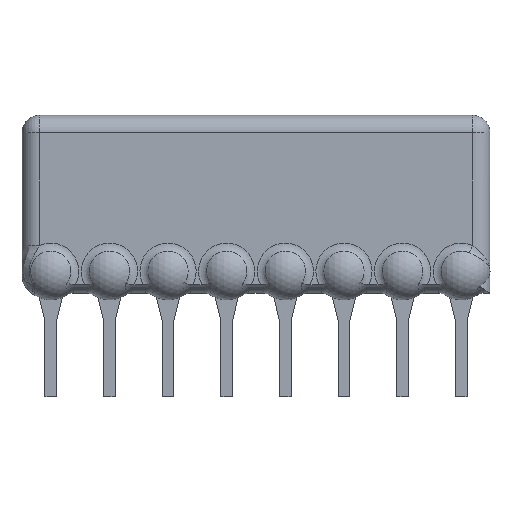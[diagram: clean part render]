
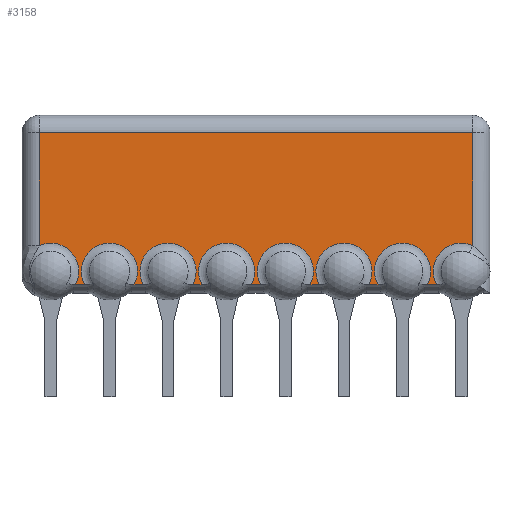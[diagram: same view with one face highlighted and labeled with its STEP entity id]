
A CAD part, left-side view. The second image highlights one B-rep face of the part: STEP entity #3158.
In plain terms, the highlighted planar face has unit normal (-1, 0, 0).
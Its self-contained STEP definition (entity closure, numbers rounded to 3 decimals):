
#269=CARTESIAN_POINT('',(-0.75,0.75,
1.112));
#483=CARTESIAN_POINT('',(-0.75,19.025,0.));
#484=DIRECTION('',(1.,0.,0.));
#485=DIRECTION('',(0.,0.407,0.914));
#486=AXIS2_PLACEMENT_3D('',#483,#484,#485);
#722=DIRECTION('',(0.,0.,-1.));
#723=VECTOR('',#722,4.893);
#724=CARTESIAN_POINT('',(-0.75,19.52,6.005));
#725=LINE('',#724,#723);
#726=DIRECTION('',(0.,0.,-1.));
#727=VECTOR('',#726,4.893);
#728=CARTESIAN_POINT('',(-0.75,0.75,6.005));
#729=LINE('',#728,#727);
#730=CARTESIAN_POINT('',(-0.75,1.245,0.));
#731=DIRECTION('',(1.,0.,0.));
#732=DIRECTION('',(0.,0.875,-0.484));
#733=AXIS2_PLACEMENT_3D('',#730,#731,#732);
#735=DIRECTION('',(0.,1.,0.));
#736=VECTOR('',#735,0.409);
#737=CARTESIAN_POINT('',(-0.75,2.311,-0.589));
#738=LINE('',#737,#736);
#739=DIRECTION('',(0.,1.,0.));
#740=VECTOR('',#739,0.409);
#741=CARTESIAN_POINT('',(-0.75,4.851,-0.589));
#742=LINE('',#741,#740);
#743=DIRECTION('',(0.,1.,0.));
#744=VECTOR('',#743,0.409);
#745=CARTESIAN_POINT('',(-0.75,7.391,-0.589));
#746=LINE('',#745,#744);
#747=DIRECTION('',(0.,1.,0.));
#748=VECTOR('',#747,0.409);
#749=CARTESIAN_POINT('',(-0.75,9.931,-0.589));
#750=LINE('',#749,#748);
#751=DIRECTION('',(0.,1.,0.));
#752=VECTOR('',#751,0.409);
#753=CARTESIAN_POINT('',(-0.75,12.471,-0.589));
#754=LINE('',#753,#752);
#755=DIRECTION('',(0.,1.,0.));
#756=VECTOR('',#755,0.409);
#757=CARTESIAN_POINT('',(-0.75,15.011,-0.589));
#758=LINE('',#757,#756);
#759=DIRECTION('',(0.,1.,0.));
#760=VECTOR('',#759,0.409);
#761=CARTESIAN_POINT('',(-0.75,17.551,-0.589));
#762=LINE('',#761,#760);
#773=DIRECTION('',(0.,1.,0.));
#774=VECTOR('',#773,18.77);
#775=CARTESIAN_POINT('',(-0.75,0.75,6.005));
#776=LINE('',#775,#774);
#806=CARTESIAN_POINT('',(-0.75,3.785,0.));
#807=DIRECTION('',(1.,0.,0.));
#808=DIRECTION('',(0.,0.875,-0.484));
#809=AXIS2_PLACEMENT_3D('',#806,#807,#808);
#866=CARTESIAN_POINT('',(-0.75,6.325,0.));
#867=DIRECTION('',(1.,0.,0.));
#868=DIRECTION('',(0.,0.875,-0.484));
#869=AXIS2_PLACEMENT_3D('',#866,#867,#868);
#1032=CARTESIAN_POINT('',(-0.75,8.865,0.));
#1033=DIRECTION('',(1.,0.,0.));
#1034=DIRECTION('',(0.,0.875,-0.484));
#1035=AXIS2_PLACEMENT_3D('',#1032,#1033,#1034);
#1193=CARTESIAN_POINT('',(-0.75,11.405,0.));
#1194=DIRECTION('',(1.,0.,0.));
#1195=DIRECTION('',(0.,0.875,-0.484));
#1196=AXIS2_PLACEMENT_3D('',#1193,#1194,#1195);
#1359=CARTESIAN_POINT('',(-0.75,13.945,0.));
#1360=DIRECTION('',(1.,0.,0.));
#1361=DIRECTION('',(0.,0.875,-0.484));
#1362=AXIS2_PLACEMENT_3D('',#1359,#1360,#1361);
#1525=CARTESIAN_POINT('',(-0.75,16.485,0.));
#1526=DIRECTION('',(1.,0.,0.));
#1527=DIRECTION('',(0.,0.875,-0.484));
#1528=AXIS2_PLACEMENT_3D('',#1525,#1526,#1527);
#1760=CARTESIAN_POINT('',(-0.75,0.75,6.005));
#1762=VERTEX_POINT('',#1760);
#1765=VERTEX_POINT('',#269);
#1768=CARTESIAN_POINT('',(-0.75,2.311,-0.589));
#1769=VERTEX_POINT('',#1768);
#1787=CARTESIAN_POINT('',(-0.75,4.851,-0.589));
#1788=CARTESIAN_POINT('',(-0.75,5.259,-0.589));
#1789=VERTEX_POINT('',#1787);
#1790=VERTEX_POINT('',#1788);
#1795=CARTESIAN_POINT('',(-0.75,2.719,-0.589));
#1796=VERTEX_POINT('',#1795);
#1807=CARTESIAN_POINT('',(-0.75,7.391,-0.589));
#1808=CARTESIAN_POINT('',(-0.75,7.799,-0.589));
#1809=VERTEX_POINT('',#1807);
#1810=VERTEX_POINT('',#1808);
#1811=CARTESIAN_POINT('',(-0.75,9.931,-0.589));
#1812=CARTESIAN_POINT('',(-0.75,10.339,-0.589));
#1813=VERTEX_POINT('',#1811);
#1814=VERTEX_POINT('',#1812);
#1815=CARTESIAN_POINT('',(-0.75,12.471,-0.589));
#1816=CARTESIAN_POINT('',(-0.75,12.879,-0.589));
#1817=VERTEX_POINT('',#1815);
#1818=VERTEX_POINT('',#1816);
#1819=CARTESIAN_POINT('',(-0.75,15.011,-0.589));
#1820=CARTESIAN_POINT('',(-0.75,15.419,-0.589));
#1821=VERTEX_POINT('',#1819);
#1822=VERTEX_POINT('',#1820);
#1823=CARTESIAN_POINT('',(-0.75,17.551,-0.589));
#1824=CARTESIAN_POINT('',(-0.75,17.959,-0.589));
#1825=VERTEX_POINT('',#1823);
#1826=VERTEX_POINT('',#1824);
#2087=CARTESIAN_POINT('',(-0.75,19.52,6.005));
#2088=CARTESIAN_POINT('',(-0.75,19.52,1.112));
#2089=VERTEX_POINT('',#2087);
#2090=VERTEX_POINT('',#2088);
#3125=CARTESIAN_POINT('',(-0.75,0.,-0.589));
#3126=DIRECTION('',(-1.,0.,0.));
#3127=DIRECTION('',(0.,0.,1.));
#3128=AXIS2_PLACEMENT_3D('',#3125,#3126,#3127);
#3129=PLANE('',#3128);
#3130=ORIENTED_EDGE('',*,*,#2692,.F.);
#3132=ORIENTED_EDGE('',*,*,#3131,.F.);
#3133=ORIENTED_EDGE('',*,*,#2449,.T.);
#3135=ORIENTED_EDGE('',*,*,#3134,.F.);
#3136=ORIENTED_EDGE('',*,*,#2292,.T.);
#3138=ORIENTED_EDGE('',*,*,#3137,.F.);
#3139=ORIENTED_EDGE('',*,*,#2276,.T.);
#3141=ORIENTED_EDGE('',*,*,#3140,.F.);
#3142=ORIENTED_EDGE('',*,*,#2416,.T.);
#3144=ORIENTED_EDGE('',*,*,#3143,.F.);
#3145=ORIENTED_EDGE('',*,*,#2384,.T.);
#3147=ORIENTED_EDGE('',*,*,#3146,.F.);
#3148=ORIENTED_EDGE('',*,*,#2360,.T.);
#3150=ORIENTED_EDGE('',*,*,#3149,.F.);
#3151=ORIENTED_EDGE('',*,*,#2336,.T.);
#3153=ORIENTED_EDGE('',*,*,#3152,.F.);
#3154=ORIENTED_EDGE('',*,*,#2312,.T.);
#3155=ORIENTED_EDGE('',*,*,#2792,.F.);
#3156=EDGE_LOOP('',(#3130,#3132,#3133,#3135,#3136,#3138,#3139,#3141,#3142,#3144,
#3145,#3147,#3148,#3150,#3151,#3153,#3154,#3155));
#3157=FACE_OUTER_BOUND('',#3156,.F.);
#487=CIRCLE('',#486,1.218);
#734=CIRCLE('',#733,1.218);
#810=CIRCLE('',#809,1.218);
#870=CIRCLE('',#869,1.218);
#1036=CIRCLE('',#1035,1.218);
#1197=CIRCLE('',#1196,1.218);
#1363=CIRCLE('',#1362,1.218);
#1529=CIRCLE('',#1528,1.218);
#2276=EDGE_CURVE('',#1789,#1790,#742,.T.);
#2292=EDGE_CURVE('',#1769,#1796,#738,.T.);
#2312=EDGE_CURVE('',#1825,#1826,#762,.T.);
#2336=EDGE_CURVE('',#1821,#1822,#758,.T.);
#2360=EDGE_CURVE('',#1817,#1818,#754,.T.);
#2384=EDGE_CURVE('',#1813,#1814,#750,.T.);
#2416=EDGE_CURVE('',#1809,#1810,#746,.T.);
#2449=EDGE_CURVE('',#1762,#1765,#729,.T.);
#2692=EDGE_CURVE('',#2089,#2090,#725,.T.);
#2792=EDGE_CURVE('',#2090,#1826,#487,.T.);
#3131=EDGE_CURVE('',#1762,#2089,#776,.T.);
#3134=EDGE_CURVE('',#1769,#1765,#734,.T.);
#3137=EDGE_CURVE('',#1789,#1796,#810,.T.);
#3140=EDGE_CURVE('',#1809,#1790,#870,.T.);
#3143=EDGE_CURVE('',#1813,#1810,#1036,.T.);
#3146=EDGE_CURVE('',#1817,#1814,#1197,.T.);
#3149=EDGE_CURVE('',#1821,#1818,#1363,.T.);
#3152=EDGE_CURVE('',#1825,#1822,#1529,.T.);
#3158=ADVANCED_FACE('',(#3157),#3129,.T.);
